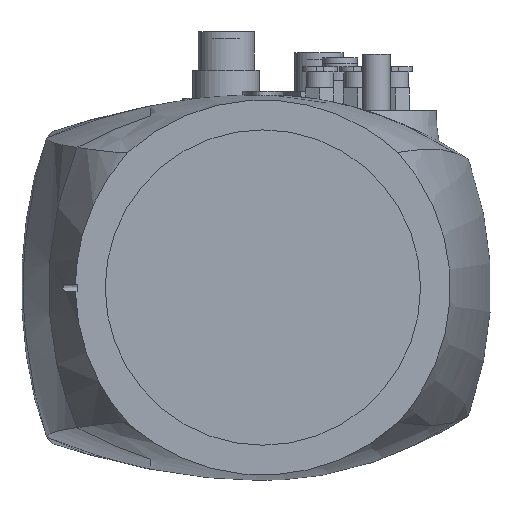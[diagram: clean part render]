
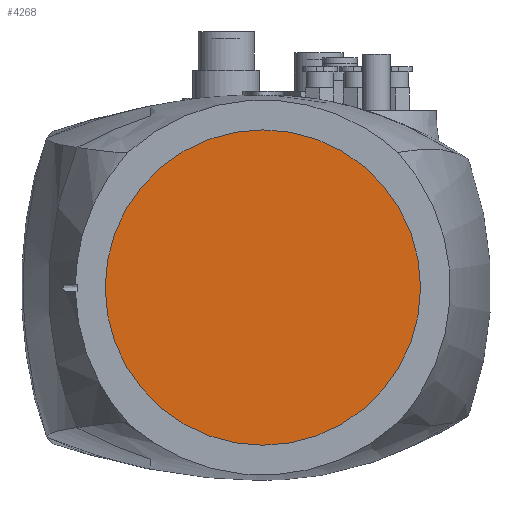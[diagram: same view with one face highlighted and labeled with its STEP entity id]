
A CAD part, left-side view. The second image highlights one B-rep face of the part: STEP entity #4268.
In plain terms, the highlighted planar face has unit normal (-1, 0, 0).
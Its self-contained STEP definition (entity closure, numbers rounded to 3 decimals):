
#345=FACE_OUTER_BOUND('',#609,.T.);
#609=EDGE_LOOP('',(#2890));
#1500=CIRCLE('',#4564,45.);
#1793=VERTEX_POINT('',#14490);
#2236=EDGE_CURVE('',#1793,#1793,#1500,.T.);
#2890=ORIENTED_EDGE('',*,*,#2236,.F.);
#3838=PLANE('',#4563);
#4268=ADVANCED_FACE('',(#345),#3838,.F.);
#4563=AXIS2_PLACEMENT_3D('',#14489,#5076,#5077);
#4564=AXIS2_PLACEMENT_3D('',#14491,#5078,#5079);
#5076=DIRECTION('center_axis',(1.,0.,0.));
#5077=DIRECTION('ref_axis',(0.,0.,-1.));
#5078=DIRECTION('center_axis',(1.,0.,0.));
#5079=DIRECTION('ref_axis',(0.,0.,-1.));
#14489=CARTESIAN_POINT('Origin',(142.,0.,0.));
#14490=CARTESIAN_POINT('',(142.,0.,-45.));
#14491=CARTESIAN_POINT('Origin',(142.,0.,0.));
